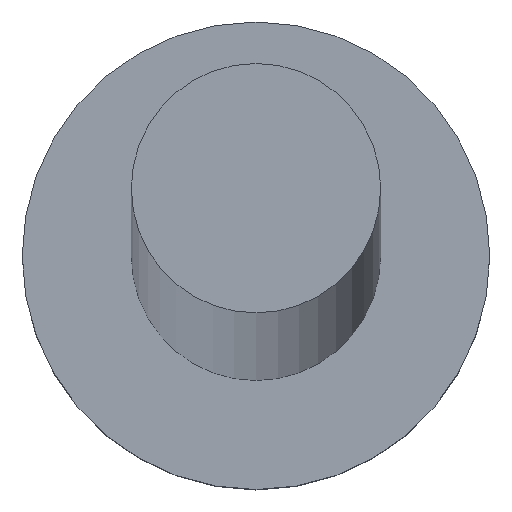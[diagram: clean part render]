
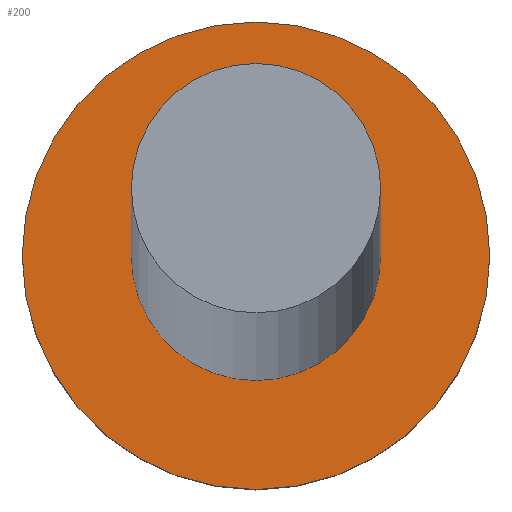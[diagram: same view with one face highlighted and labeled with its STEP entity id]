
A CAD part, top view. The second image highlights one B-rep face of the part: STEP entity #200.
In plain terms, the highlighted planar face has unit normal (0, 0, 1).
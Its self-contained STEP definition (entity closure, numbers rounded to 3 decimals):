
#3 = DIRECTION ( 'NONE',  ( 1., 0., 0. ) ) ;
#9 = DIRECTION ( 'NONE',  ( 0., 0., 1. ) ) ;
#15 = EDGE_LOOP ( 'NONE', ( #249, #86 ) ) ;
#18 = VERTEX_POINT ( 'NONE', #149 ) ;
#30 = CARTESIAN_POINT ( 'NONE',  ( 0., 0., 3. ) ) ;
#33 = AXIS2_PLACEMENT_3D ( 'NONE', #165, #212, #38 ) ;
#38 = DIRECTION ( 'NONE',  ( 1., 0., 0. ) ) ;
#42 = EDGE_LOOP ( 'NONE', ( #203, #187 ) ) ;
#43 = AXIS2_PLACEMENT_3D ( 'NONE', #154, #9, #109 ) ;
#54 = FACE_BOUND ( 'NONE', #15, .T. ) ;
#58 = VERTEX_POINT ( 'NONE', #254 ) ;
#61 = CIRCLE ( 'NONE', #130, 1.6 ) ;
#67 = EDGE_CURVE ( 'NONE', #202, #131, #159, .T. ) ;
#85 = AXIS2_PLACEMENT_3D ( 'NONE', #121, #195, #234 ) ;
#86 = ORIENTED_EDGE ( 'NONE', *, *, #120, .F. ) ;
#93 = CARTESIAN_POINT ( 'NONE',  ( -3., 0., 3. ) ) ;
#109 = DIRECTION ( 'NONE',  ( 1., 0., 0. ) ) ;
#110 = DIRECTION ( 'NONE',  ( 1., 0., 0. ) ) ;
#112 = DIRECTION ( 'NONE',  ( 0., 0., 1. ) ) ;
#120 = EDGE_CURVE ( 'NONE', #58, #18, #61, .T. ) ;
#121 = CARTESIAN_POINT ( 'NONE',  ( 0., 0., 3. ) ) ;
#130 = AXIS2_PLACEMENT_3D ( 'NONE', #226, #112, #3 ) ;
#131 = VERTEX_POINT ( 'NONE', #93 ) ;
#136 = EDGE_CURVE ( 'NONE', #18, #58, #221, .T. ) ;
#149 = CARTESIAN_POINT ( 'NONE',  ( -1.6, 0., 3. ) ) ;
#154 = CARTESIAN_POINT ( 'NONE',  ( 0., 0., 3. ) ) ;
#159 = CIRCLE ( 'NONE', #43, 3. ) ;
#165 = CARTESIAN_POINT ( 'NONE',  ( 0., 0., 3. ) ) ;
#182 = PLANE ( 'NONE',  #33 ) ;
#183 = CARTESIAN_POINT ( 'NONE',  ( 3., 0., 3. ) ) ;
#187 = ORIENTED_EDGE ( 'NONE', *, *, #67, .T. ) ;
#191 = DIRECTION ( 'NONE',  ( 0., 0., 1. ) ) ;
#195 = DIRECTION ( 'NONE',  ( 0., 0., 1. ) ) ;
#200 = ADVANCED_FACE ( 'NONE', ( #54, #201 ), #182, .T. ) ;
#201 = FACE_OUTER_BOUND ( 'NONE', #42, .T. ) ;
#202 = VERTEX_POINT ( 'NONE', #183 ) ;
#203 = ORIENTED_EDGE ( 'NONE', *, *, #207, .T. ) ;
#207 = EDGE_CURVE ( 'NONE', #131, #202, #238, .T. ) ;
#212 = DIRECTION ( 'NONE',  ( 0., 0., 1. ) ) ;
#221 = CIRCLE ( 'NONE', #242, 1.6 ) ;
#226 = CARTESIAN_POINT ( 'NONE',  ( 0., 0., 3. ) ) ;
#234 = DIRECTION ( 'NONE',  ( 1., 0., 0. ) ) ;
#238 = CIRCLE ( 'NONE', #85, 3. ) ;
#242 = AXIS2_PLACEMENT_3D ( 'NONE', #30, #191, #110 ) ;
#249 = ORIENTED_EDGE ( 'NONE', *, *, #136, .F. ) ;
#254 = CARTESIAN_POINT ( 'NONE',  ( 1.6, 0., 3. ) ) ;
